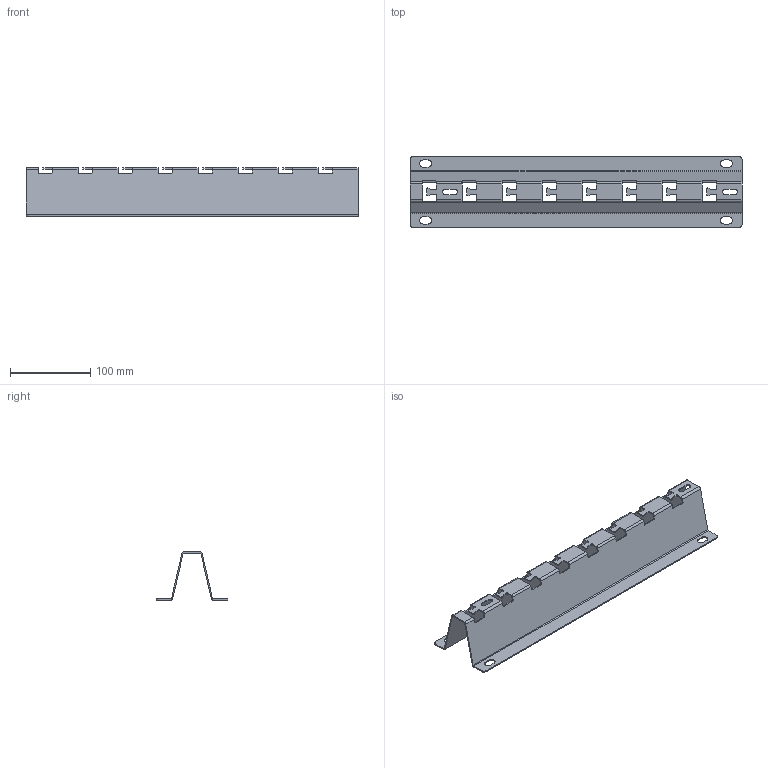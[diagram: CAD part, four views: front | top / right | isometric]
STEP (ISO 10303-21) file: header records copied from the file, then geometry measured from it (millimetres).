
FILE_DESCRIPTION (( 'STEP AP214' ), '1' );
FILE_NAME ('knn400 Êðîíøòåéí íàñòåííî-íàïîëüíûé 400 EKF.STEP', '2020-08-26T12:55:20', ( '' ), ( '' ), 'SwSTEP 2.0', 'SolidWorks 2019', '' );
FILE_SCHEMA (( 'AUTOMOTIVE_DESIGN' ));
Length unit declared in the file: millimetre
Products named in the file (1): knn400 Êðîíøòåéí íàñòåííî-íàïîëüíûé 400 EKF
Bounding box: 415 x 89.12 x 60.41 mm (x, y, z)
Volume: 104923.4 mm3; surface area: 143631.6 mm2
Topology: 1 solids, 1 shells, 312 faces, 818 edges, 492 vertices
Faces by surface type: plane 202, cylinder 110
Entity records: 9492 total; most frequent: DIRECTION 1664, ORIENTED_EDGE 1636, CARTESIAN_POINT 1623, EDGE_CURVE 818, VECTOR 598, LINE 598, AXIS2_PLACEMENT_3D 533, VERTEX_POINT 492
